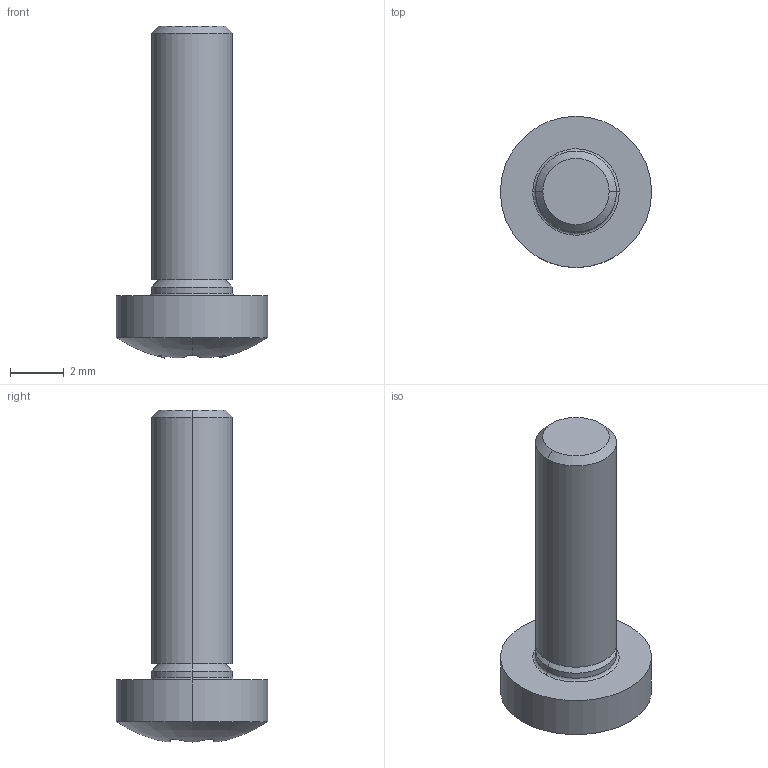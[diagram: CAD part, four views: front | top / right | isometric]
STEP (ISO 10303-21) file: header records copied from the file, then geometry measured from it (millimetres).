
FILE_DESCRIPTION (( 'STEP AP214' ), '1' );
FILE_NAME ('visnfeniso14583_m3x10_4_8.STEP', '2015-10-26T08:26:17', ( '' ), ( '' ), 'SwSTEP 2.0', 'SolidWorks 2015', '' );
FILE_SCHEMA (( 'AUTOMOTIVE_DESIGN' ));
Length unit declared in the file: millimetre
Products named in the file (1): visnfeniso14583_m3x10_4_8
Bounding box: 5.6 x 5.6 x 12.3 mm (x, y, z)
Volume: 113.2 mm3; surface area: 186.4 mm2
Topology: 1 solids, 1 shells, 40 faces, 100 edges, 62 vertices
Faces by surface type: cylinder 21, plane 9, cone 6, bspline 4
Entity records: 1392 total; most frequent: CARTESIAN_POINT 422, DIRECTION 203, ORIENTED_EDGE 196, EDGE_CURVE 98, AXIS2_PLACEMENT_3D 88, VERTEX_POINT 62, CIRCLE 51, EDGE_LOOP 42
